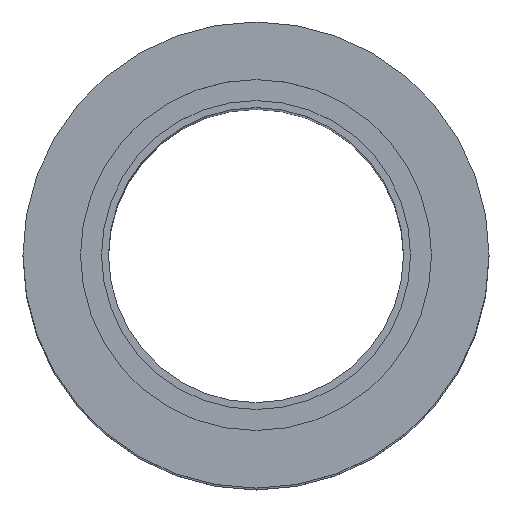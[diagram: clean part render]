
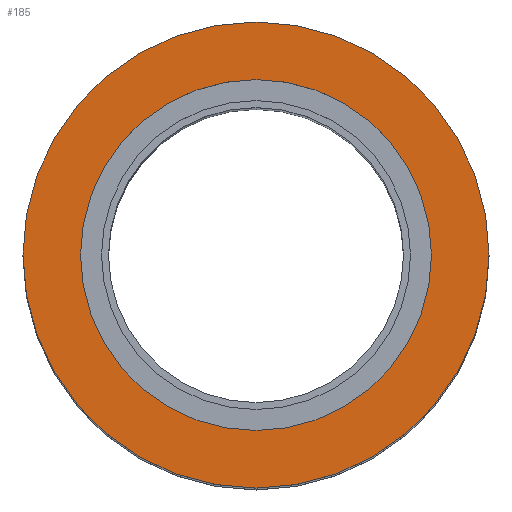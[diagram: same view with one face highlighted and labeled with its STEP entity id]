
A CAD part, top view. The second image highlights one B-rep face of the part: STEP entity #185.
In plain terms, the highlighted face is planar.
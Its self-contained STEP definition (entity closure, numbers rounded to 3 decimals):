
#185 = ADVANCED_FACE( '', ( #211, #212 ), #213, .T. );
#211 = FACE_OUTER_BOUND( '', #250, .T. );
#212 = FACE_BOUND( '', #251, .T. );
#213 = PLANE( '', #252 );
#250 = EDGE_LOOP( '', ( #301 ) );
#251 = EDGE_LOOP( '', ( #302 ) );
#252 = AXIS2_PLACEMENT_3D( '', #303, #304, #305 );
#301 = ORIENTED_EDGE( '', *, *, #338, .T. );
#302 = ORIENTED_EDGE( '', *, *, #344, .T. );
#303 = CARTESIAN_POINT( '', ( 0., 0., -2.54 ) );
#304 = DIRECTION( '', ( 0., 0., -1. ) );
#305 = DIRECTION( '', ( -1., 0., 0. ) );
#338 = EDGE_CURVE( '', #353, #353, #354, .T. );
#344 = EDGE_CURVE( '', #365, #365, #366, .T. );
#353 = VERTEX_POINT( '', #379 );
#354 = CIRCLE( '', #380, 27.496 );
#365 = VERTEX_POINT( '', #391 );
#366 = CIRCLE( '', #392, 20.701 );
#379 = CARTESIAN_POINT( '', ( 27.496, 0., -2.54 ) );
#380 = AXIS2_PLACEMENT_3D( '', #407, #408, #409 );
#391 = CARTESIAN_POINT( '', ( 0., 20.701, -2.54 ) );
#392 = AXIS2_PLACEMENT_3D( '', #425, #426, #427 );
#407 = CARTESIAN_POINT( '', ( 0., 0., -2.54 ) );
#408 = DIRECTION( '', ( 0., 0., -1. ) );
#409 = DIRECTION( '', ( 1., 0., 0. ) );
#425 = CARTESIAN_POINT( '', ( 0., 0., -2.54 ) );
#426 = DIRECTION( '', ( 0., 0., 1. ) );
#427 = DIRECTION( '', ( 0., 1., 0. ) );
